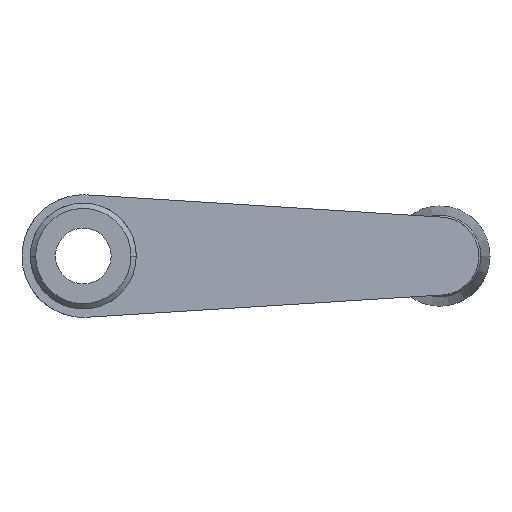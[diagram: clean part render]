
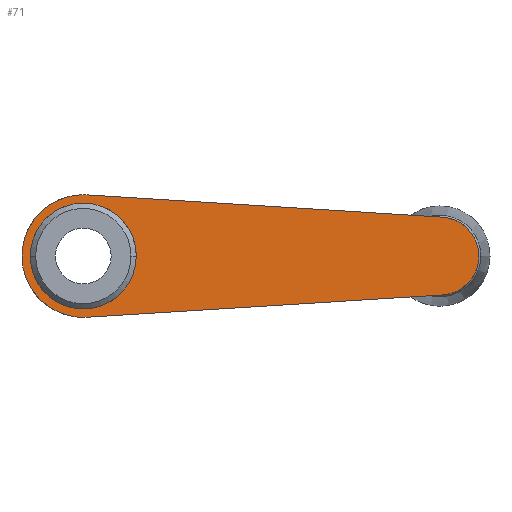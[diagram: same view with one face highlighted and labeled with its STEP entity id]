
A CAD part, front view. The second image highlights one B-rep face of the part: STEP entity #71.
In plain terms, the highlighted planar face has unit normal (0.061, -0.998, 0).
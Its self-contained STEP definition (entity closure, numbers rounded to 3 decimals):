
#71=ADVANCED_FACE('',(#131,#132),#133,.F.);
#131=FACE_OUTER_BOUND('',#196,.T.);
#132=FACE_BOUND('',#197,.T.);
#133=PLANE('',#198);
#196=EDGE_LOOP('',(#399,#400,#401,#402,#403));
#197=EDGE_LOOP('',(#404,#405));
#198=AXIS2_PLACEMENT_3D('',#406,#407,#408);
#399=ORIENTED_EDGE('',*,*,#506,.F.);
#400=ORIENTED_EDGE('',*,*,#445,.F.);
#401=ORIENTED_EDGE('',*,*,#507,.F.);
#402=ORIENTED_EDGE('',*,*,#508,.F.);
#403=ORIENTED_EDGE('',*,*,#442,.F.);
#404=ORIENTED_EDGE('',*,*,#503,.T.);
#405=ORIENTED_EDGE('',*,*,#457,.T.);
#406=CARTESIAN_POINT('',(82.0,11.671,82.0));
#407=DIRECTION('',(-0.061,0.998,0.0));
#408=DIRECTION('',(0.0,0.0,1.0));
#442=EDGE_CURVE('',#515,#511,#517,.T.);
#445=EDGE_CURVE('',#521,#523,#524,.T.);
#457=EDGE_CURVE('',#542,#544,#546,.T.);
#503=EDGE_CURVE('',#544,#542,#619,.T.);
#506=EDGE_CURVE('',#523,#515,#622,.T.);
#507=EDGE_CURVE('',#623,#521,#624,.T.);
#508=EDGE_CURVE('',#511,#623,#625,.T.);
#511=VERTEX_POINT('',#628);
#515=VERTEX_POINT('',#633);
#517=ELLIPSE('',#636,11.02,11.0);
#521=VERTEX_POINT('',#641);
#523=VERTEX_POINT('',#644);
#524=ELLIPSE('',#645,7.013,7.0);
#542=VERTEX_POINT('',#667);
#544=VERTEX_POINT('',#670);
#546=ELLIPSE('',#673,9.518,9.5);
#619=ELLIPSE('',#756,9.518,9.5);
#622=LINE('',#759,#760);
#623=VERTEX_POINT('',#761);
#624=LINE('',#762,#763);
#625=ELLIPSE('',#764,11.02,11.0);
#628=CARTESIAN_POINT('',(-0.688,6.629,10.978));
#633=CARTESIAN_POINT('',(0.688,6.713,-10.978));
#636=AXIS2_PLACEMENT_3D('',#772,#773,#774);
#641=CARTESIAN_POINT('',(64.438,10.6,6.986));
#644=CARTESIAN_POINT('',(64.438,10.6,-6.986));
#645=AXIS2_PLACEMENT_3D('',#777,#778,#779);
#667=CARTESIAN_POINT('',(9.5,7.25,0.));
#670=CARTESIAN_POINT('',(-9.5,6.091,0.));
#673=AXIS2_PLACEMENT_3D('',#801,#802,#803);
#756=AXIS2_PLACEMENT_3D('',#919,#920,#921);
#759=CARTESIAN_POINT('',(44.053,9.357,-8.263));
#760=VECTOR('',#928,1.0);
#761=CARTESIAN_POINT('',(0.687,6.713,10.978));
#762=CARTESIAN_POINT('',(70.714,10.983,6.593));
#763=VECTOR('',#929,1.0);
#764=AXIS2_PLACEMENT_3D('',#930,#931,#932);
#772=CARTESIAN_POINT('',(0.,6.671,0.));
#773=DIRECTION('',(-0.061,0.998,0.));
#774=DIRECTION('',(0.998,0.061,0.));
#777=CARTESIAN_POINT('',(64.0,10.573,0.0));
#778=DIRECTION('',(-0.061,0.998,0.0));
#779=DIRECTION('',(0.998,0.061,0.));
#801=CARTESIAN_POINT('',(0.0,6.671,0.0));
#802=DIRECTION('',(-0.061,0.998,0.));
#803=DIRECTION('',(0.998,0.061,0.));
#919=CARTESIAN_POINT('',(0.0,6.671,0.0));
#920=DIRECTION('',(-0.061,0.998,0.));
#921=DIRECTION('',(0.998,0.061,0.));
#928=DIRECTION('',(-0.996,-0.061,-0.062));
#929=DIRECTION('',(0.996,0.061,-0.062));
#930=CARTESIAN_POINT('',(0.,6.671,0.));
#931=DIRECTION('',(-0.061,0.998,0.));
#932=DIRECTION('',(0.998,0.061,0.));
